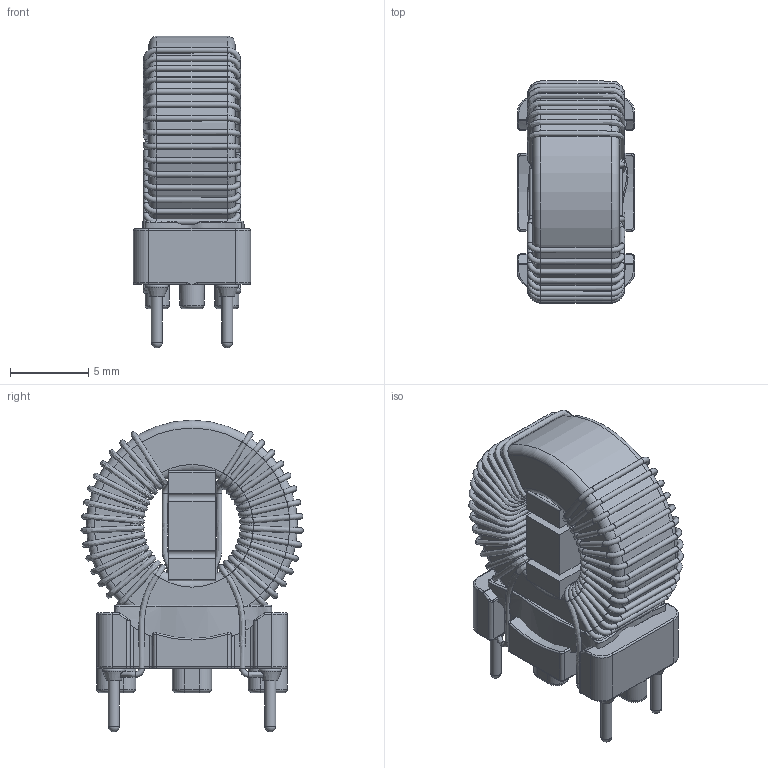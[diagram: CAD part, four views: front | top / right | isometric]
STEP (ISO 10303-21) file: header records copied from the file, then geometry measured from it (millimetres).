
FILE_DESCRIPTION(/* description */ ('Unknown'),/* implementation_level */ '2;1');
FILE_NAME(/* name */ 'L_Wurth_WE-CMBNiZn-XS',/* time_stamp */ '2025-06-18T10:04:22+08:00',/* author */ ('Unknown'),/* organization */ ('Unknown'),/* preprocessor_version */ 'ST-DEVELOPER v19.4',/* originating_system */ 'Solid Edge',/* authorisation */ 'Unknown');
FILE_SCHEMA (('AUTOMOTIVE_DESIGN {1 0 10303 214 3 1 1}'));
Length unit declared in the file: millimetre
Products named in the file (2): L_Wurth_WE-CMBNiZn-XS
Assembly tree (1 placements, depth 2):
  L_Wurth_WE-CMBNiZn-XS
    L_Wurth_WE-CMBNiZn-XS
Bounding box: 7.5 x 14.21 x 19.92 mm (x, y, z)
Volume: 1036.4 mm3; surface area: 2051.2 mm2
Topology: 14 solids, 14 shells, 459 faces, 1015 edges, 590 vertices
Faces by surface type: cylinder 174, torus 120, plane 95, bspline 58, sphere 8, cone 4
Full cylindrical faces by diameter (mm): 0.35 x65, 0.62 x8, 0.7 x4, 1 x4, 6.84 x1, 13.5 x1
Entity records: 36383 total; most frequent: CARTESIAN_POINT 26239, DIRECTION 1823, ORIENTED_EDGE 1616, EDGE_CURVE 808, AXIS2_PLACEMENT_3D 794, FACE_BOUND 658, EDGE_LOOP 650, VERTEX_POINT 574
